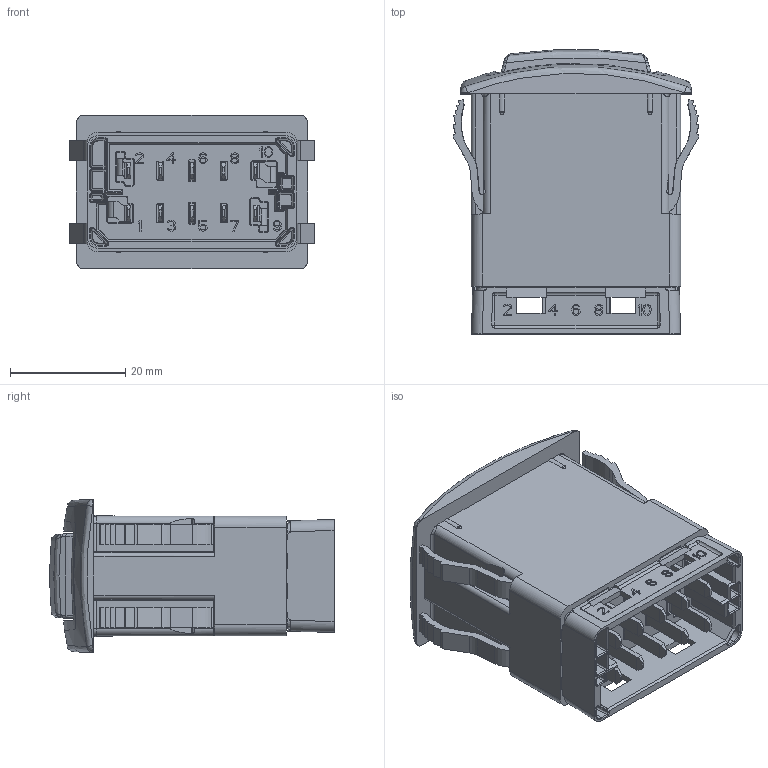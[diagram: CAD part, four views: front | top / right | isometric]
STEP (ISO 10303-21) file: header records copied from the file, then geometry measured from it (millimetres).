
FILE_DESCRIPTION((''),'2;1');
FILE_NAME('HR-MODEL3','2018-09-21T08:58:56',('patrickmoody'),(''),'CREO PARAMETRIC BY PTC INC, 2018020','CREO PARAMETRIC BY PTC INC, 2018020','');
FILE_SCHEMA(('AUTOMOTIVE_DESIGN { 1 0 10303 214 1 1 1 1 }'));
Products named in the file (1): HR-MODEL3
Bounding box: 42.67 x 49.34 x 26.67 mm (x, y, z)
Volume: 28420.8 mm3; surface area: 14146.8 mm2
Topology: 1 solids, 25 shells, 2408 faces, 6553 edges, 4230 vertices
Faces by surface type: plane 1643, cylinder 494, bspline 152, sphere 64, torus 26, cone 26, extrusion 3
Entity records: 99201 total; most frequent: CARTESIAN_POINT 23046, ORIENTED_EDGE 13098, DIRECTION 11101, EDGE_CURVE 6549, VECTOR 5042, LINE 5039, VERTEX_POINT 4230, AXIS2_PLACEMENT_3D 3028
